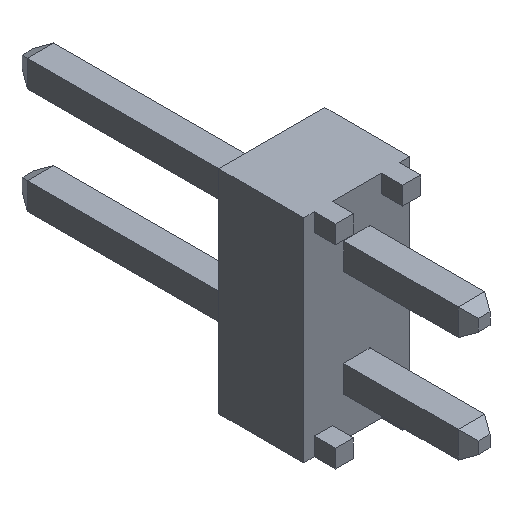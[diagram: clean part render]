
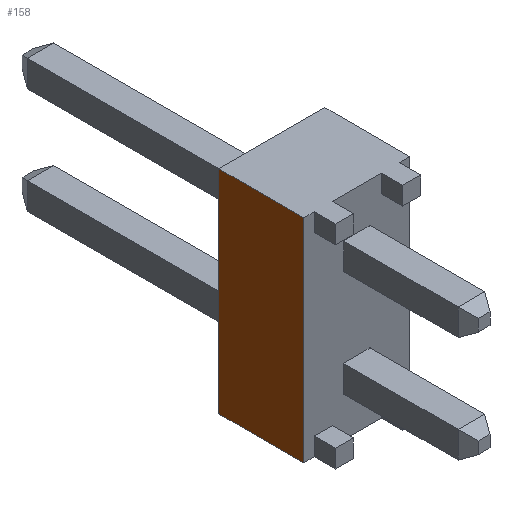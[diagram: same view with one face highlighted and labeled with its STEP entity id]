
A CAD part, isometric view. The second image highlights one B-rep face of the part: STEP entity #158.
In plain terms, the highlighted planar face has unit normal (-1, 0, 0).
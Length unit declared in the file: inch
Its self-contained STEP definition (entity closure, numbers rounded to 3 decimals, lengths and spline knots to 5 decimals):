
#158 = ADVANCED_FACE( '', ( #352 ), #353, .F. );
#352 = FACE_OUTER_BOUND( '', #590, .T. );
#353 = PLANE( '', #591 );
#590 = EDGE_LOOP( '', ( #878, #879, #880, #881 ) );
#591 = AXIS2_PLACEMENT_3D( '', #882, #883, #884 );
#878 = ORIENTED_EDGE( '', *, *, #1485, .F. );
#879 = ORIENTED_EDGE( '', *, *, #1486, .F. );
#880 = ORIENTED_EDGE( '', *, *, #1487, .F. );
#881 = ORIENTED_EDGE( '', *, *, #1488, .T. );
#882 = CARTESIAN_POINT( '', ( -0.05, 0.1, -0.1 ) );
#883 = DIRECTION( '', ( 1., 0., 0. ) );
#884 = DIRECTION( '', ( 0., 0., -1. ) );
#1485 = EDGE_CURVE( '', #1781, #1782, #1783, .T. );
#1486 = EDGE_CURVE( '', #1784, #1781, #1785, .T. );
#1487 = EDGE_CURVE( '', #1786, #1784, #1787, .T. );
#1488 = EDGE_CURVE( '', #1786, #1782, #1788, .T. );
#1781 = VERTEX_POINT( '', #2193 );
#1782 = VERTEX_POINT( '', #2194 );
#1783 = LINE( '', #2195, #2196 );
#1784 = VERTEX_POINT( '', #2197 );
#1785 = LINE( '', #2198, #2199 );
#1786 = VERTEX_POINT( '', #2200 );
#1787 = LINE( '', #2201, #2202 );
#1788 = LINE( '', #2203, #2204 );
#2193 = CARTESIAN_POINT( '', ( -0.05, 0.02, 0.1 ) );
#2194 = CARTESIAN_POINT( '', ( -0.05, 0.02, -0.1 ) );
#2195 = CARTESIAN_POINT( '', ( -0.05, 0.02, -0.1 ) );
#2196 = VECTOR( '', #2618, 39.37008 );
#2197 = CARTESIAN_POINT( '', ( -0.05, 0.1, 0.1 ) );
#2198 = CARTESIAN_POINT( '', ( -0.05, 0.1, 0.1 ) );
#2199 = VECTOR( '', #2619, 39.37008 );
#2200 = CARTESIAN_POINT( '', ( -0.05, 0.1, -0.1 ) );
#2201 = CARTESIAN_POINT( '', ( -0.05, 0.1, -0.1 ) );
#2202 = VECTOR( '', #2620, 39.37008 );
#2203 = CARTESIAN_POINT( '', ( -0.05, 0.1, -0.1 ) );
#2204 = VECTOR( '', #2621, 39.37008 );
#2618 = DIRECTION( '', ( 0., 0., -1. ) );
#2619 = DIRECTION( '', ( 0., -1., 0. ) );
#2620 = DIRECTION( '', ( 0., 0., 1. ) );
#2621 = DIRECTION( '', ( 0., -1., 0. ) );
